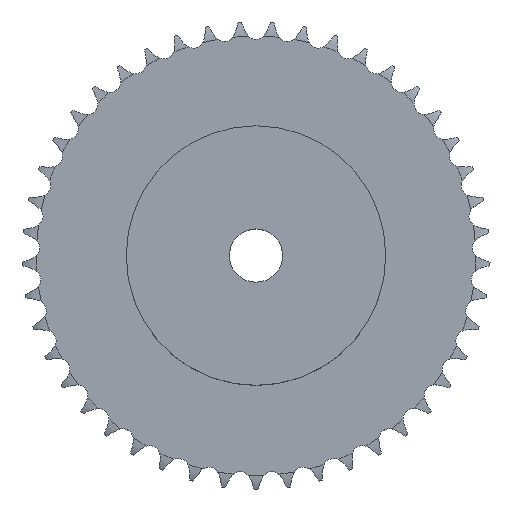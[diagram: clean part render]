
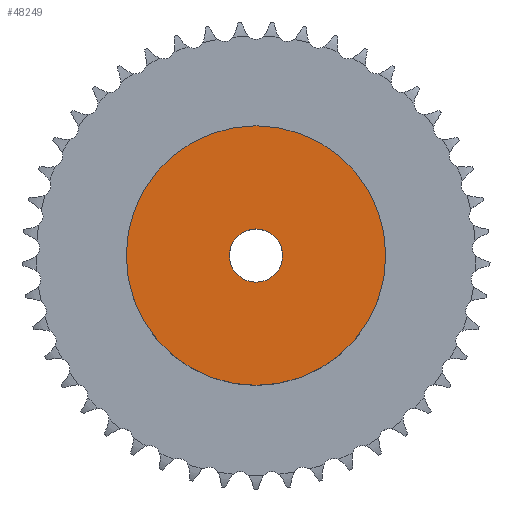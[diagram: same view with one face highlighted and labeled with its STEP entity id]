
A CAD part, top view. The second image highlights one B-rep face of the part: STEP entity #48249.
In plain terms, the highlighted planar face has unit normal (0, 0, 1).
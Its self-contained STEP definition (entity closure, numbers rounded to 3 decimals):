
#5385 = CYLINDRICAL_SURFACE('',#5386,39.);
#5386 = AXIS2_PLACEMENT_3D('',#5387,#5388,#5389);
#5387 = CARTESIAN_POINT('',(0.,0.,0.));
#5388 = DIRECTION('',(-0.,-0.,-1.));
#5389 = DIRECTION('',(1.,0.,0.));
#30358 = VERTEX_POINT('',#30359);
#30359 = CARTESIAN_POINT('',(39.,0.,35.));
#30380 = EDGE_CURVE('',#30358,#30358,#30381,.T.);
#30381 = SURFACE_CURVE('',#30382,(#30387,#30394),.PCURVE_S1.);
#30382 = CIRCLE('',#30383,39.);
#30383 = AXIS2_PLACEMENT_3D('',#30384,#30385,#30386);
#30384 = CARTESIAN_POINT('',(0.,0.,35.));
#30385 = DIRECTION('',(0.,0.,1.));
#30386 = DIRECTION('',(1.,0.,0.));
#30387 = PCURVE('',#5385,#30388);
#30388 = DEFINITIONAL_REPRESENTATION('',(#30389),#30393);
#30389 = LINE('',#30390,#30391);
#30390 = CARTESIAN_POINT('',(-0.,-35.));
#30391 = VECTOR('',#30392,1.);
#30392 = DIRECTION('',(-1.,0.));
#30393 = ( GEOMETRIC_REPRESENTATION_CONTEXT(2) 
PARAMETRIC_REPRESENTATION_CONTEXT() REPRESENTATION_CONTEXT('2D SPACE',''
  ) );
#30394 = PCURVE('',#30395,#30400);
#30395 = PLANE('',#30396);
#30396 = AXIS2_PLACEMENT_3D('',#30397,#30398,#30399);
#30397 = CARTESIAN_POINT('',(0.,0.,35.)
  );
#30398 = DIRECTION('',(0.,0.,1.));
#30399 = DIRECTION('',(1.,0.,0.));
#30400 = DEFINITIONAL_REPRESENTATION('',(#30401),#30405);
#30401 = CIRCLE('',#30402,39.);
#30402 = AXIS2_PLACEMENT_2D('',#30403,#30404);
#30403 = CARTESIAN_POINT('',(0.,0.));
#30404 = DIRECTION('',(1.,0.));
#30405 = ( GEOMETRIC_REPRESENTATION_CONTEXT(2) 
PARAMETRIC_REPRESENTATION_CONTEXT() REPRESENTATION_CONTEXT('2D SPACE',''
  ) );
#40802 = CYLINDRICAL_SURFACE('',#40803,8.);
#40803 = AXIS2_PLACEMENT_3D('',#40804,#40805,#40806);
#40804 = CARTESIAN_POINT('',(0.,0.,211.873));
#40805 = DIRECTION('',(0.,0.,1.));
#40806 = DIRECTION('',(1.,0.,0.));
#48249 = ADVANCED_FACE('',(#48250,#48253),#30395,.T.);
#48250 = FACE_BOUND('',#48251,.T.);
#48251 = EDGE_LOOP('',(#48252));
#48252 = ORIENTED_EDGE('',*,*,#30380,.T.);
#48253 = FACE_BOUND('',#48254,.T.);
#48254 = EDGE_LOOP('',(#48255));
#48255 = ORIENTED_EDGE('',*,*,#48256,.F.);
#48256 = EDGE_CURVE('',#48257,#48257,#48259,.T.);
#48257 = VERTEX_POINT('',#48258);
#48258 = CARTESIAN_POINT('',(8.,0.,35.));
#48259 = SURFACE_CURVE('',#48260,(#48265,#48272),.PCURVE_S1.);
#48260 = CIRCLE('',#48261,8.);
#48261 = AXIS2_PLACEMENT_3D('',#48262,#48263,#48264);
#48262 = CARTESIAN_POINT('',(0.,0.,35.));
#48263 = DIRECTION('',(0.,0.,1.));
#48264 = DIRECTION('',(1.,0.,0.));
#48265 = PCURVE('',#30395,#48266);
#48266 = DEFINITIONAL_REPRESENTATION('',(#48267),#48271);
#48267 = CIRCLE('',#48268,8.);
#48268 = AXIS2_PLACEMENT_2D('',#48269,#48270);
#48269 = CARTESIAN_POINT('',(0.,0.));
#48270 = DIRECTION('',(1.,0.));
#48271 = ( GEOMETRIC_REPRESENTATION_CONTEXT(2) 
PARAMETRIC_REPRESENTATION_CONTEXT() REPRESENTATION_CONTEXT('2D SPACE',''
  ) );
#48272 = PCURVE('',#40802,#48273);
#48273 = DEFINITIONAL_REPRESENTATION('',(#48274),#48278);
#48274 = LINE('',#48275,#48276);
#48275 = CARTESIAN_POINT('',(0.,-176.873));
#48276 = VECTOR('',#48277,1.);
#48277 = DIRECTION('',(1.,0.));
#48278 = ( GEOMETRIC_REPRESENTATION_CONTEXT(2) 
PARAMETRIC_REPRESENTATION_CONTEXT() REPRESENTATION_CONTEXT('2D SPACE',''
  ) );
